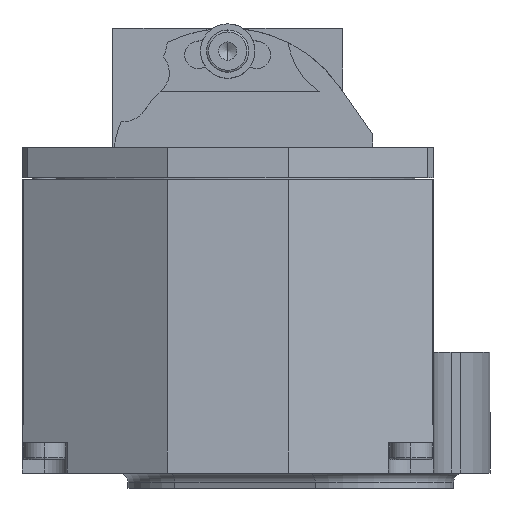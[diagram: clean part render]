
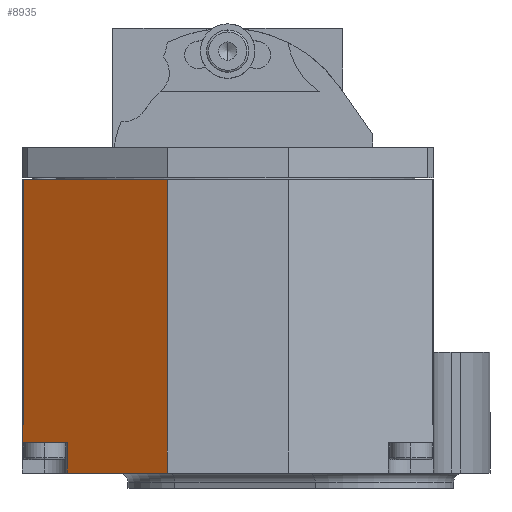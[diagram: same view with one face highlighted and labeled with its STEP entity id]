
A CAD part, left-side view. The second image highlights one B-rep face of the part: STEP entity #8935.
In plain terms, the highlighted planar face has unit normal (-0.866, 0.5, 0).
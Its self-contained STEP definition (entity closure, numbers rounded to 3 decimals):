
#454=DIRECTION('',(-0.5,-0.866,0.));
#455=VECTOR('',#454,27.482);
#456=CARTESIAN_POINT('',(-95.259,33.8,-2.5));
#457=LINE('',#456,#455);
#486=DIRECTION('',(-0.5,-0.866,0.));
#487=VECTOR('',#486,0.231);
#488=CARTESIAN_POINT('',(-95.144,34.,-43.));
#489=LINE('',#488,#487);
#502=DIRECTION('',(0.,0.,-1.));
#503=VECTOR('',#502,48.5);
#504=CARTESIAN_POINT('',(-109.,10.,-2.5));
#505=LINE('',#504,#503);
#506=DIRECTION('',(0.5,0.866,0.));
#507=VECTOR('',#506,19.11);
#508=CARTESIAN_POINT('',(-109.,10.,-51.));
#509=LINE('',#508,#507);
#510=DIRECTION('',(0.,0.,1.));
#511=VECTOR('',#510,5.);
#512=CARTESIAN_POINT('',(-99.445,26.55,-51.));
#513=LINE('',#512,#511);
#514=DIRECTION('',(-0.5,-0.866,0.));
#515=VECTOR('',#514,8.603);
#516=CARTESIAN_POINT('',(-95.144,34.,-46.));
#517=LINE('',#516,#515);
#518=DIRECTION('',(0.,0.,1.));
#519=VECTOR('',#518,40.5);
#520=CARTESIAN_POINT('',(-95.259,33.8,-43.));
#521=LINE('',#520,#519);
#997=DIRECTION('',(0.,0.,1.));
#998=VECTOR('',#997,3.);
#999=CARTESIAN_POINT('',(-95.144,34.,-46.));
#1000=LINE('',#999,#998);
#7063=CARTESIAN_POINT('',(-109.,10.,-2.5));
#7065=VERTEX_POINT('',#7063);
#7070=CARTESIAN_POINT('',(-95.259,33.8,-2.5));
#7071=VERTEX_POINT('',#7070);
#7580=CARTESIAN_POINT('',(-109.,10.,-51.));
#7582=VERTEX_POINT('',#7580);
#7643=CARTESIAN_POINT('',(-95.144,34.,-46.));
#7645=VERTEX_POINT('',#7643);
#7649=CARTESIAN_POINT('',(-99.445,26.55,-46.));
#7650=VERTEX_POINT('',#7649);
#7651=CARTESIAN_POINT('',(-99.445,26.55,-51.));
#7652=VERTEX_POINT('',#7651);
#7665=CARTESIAN_POINT('',(-95.144,34.,-43.));
#7666=VERTEX_POINT('',#7665);
#7713=CARTESIAN_POINT('',(-95.259,33.8,-43.));
#7714=VERTEX_POINT('',#7713);
#8915=CARTESIAN_POINT('',(-102.072,22.,-22.75));
#8916=DIRECTION('',(-0.866,0.5,0.));
#8917=DIRECTION('',(0.,0.,1.));
#8918=AXIS2_PLACEMENT_3D('',#8915,#8916,#8917);
#8919=PLANE('',#8918);
#8921=ORIENTED_EDGE('',*,*,#8920,.T.);
#8923=ORIENTED_EDGE('',*,*,#8922,.T.);
#8925=ORIENTED_EDGE('',*,*,#8924,.T.);
#8927=ORIENTED_EDGE('',*,*,#8926,.F.);
#8929=ORIENTED_EDGE('',*,*,#8928,.T.);
#8930=ORIENTED_EDGE('',*,*,#8895,.T.);
#8931=ORIENTED_EDGE('',*,*,#8910,.T.);
#8932=ORIENTED_EDGE('',*,*,#8854,.T.);
#8933=EDGE_LOOP('',(#8921,#8923,#8925,#8927,#8929,#8930,#8931,#8932));
#8934=FACE_OUTER_BOUND('',#8933,.F.);
#8935=ADVANCED_FACE('',(#8934),#8919,.T.);
#8854=EDGE_CURVE('',#7071,#7065,#457,.T.);
#8895=EDGE_CURVE('',#7666,#7714,#489,.T.);
#8910=EDGE_CURVE('',#7714,#7071,#521,.T.);
#8920=EDGE_CURVE('',#7065,#7582,#505,.T.);
#8922=EDGE_CURVE('',#7582,#7652,#509,.T.);
#8924=EDGE_CURVE('',#7652,#7650,#513,.T.);
#8926=EDGE_CURVE('',#7645,#7650,#517,.T.);
#8928=EDGE_CURVE('',#7645,#7666,#1000,.T.);
